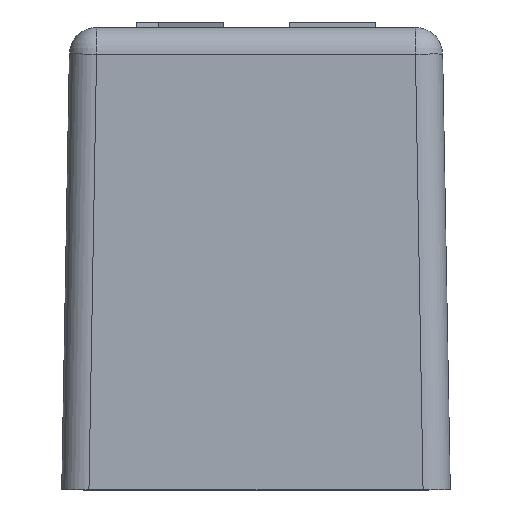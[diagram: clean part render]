
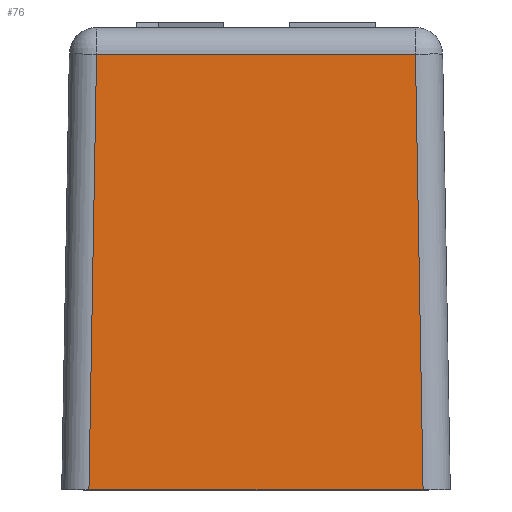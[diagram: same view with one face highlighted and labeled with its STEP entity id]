
A CAD part, left-side view. The second image highlights one B-rep face of the part: STEP entity #76.
In plain terms, the highlighted planar face has unit normal (-1, 0, 0.018).
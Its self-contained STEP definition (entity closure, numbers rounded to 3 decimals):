
#76 = ADVANCED_FACE( '', ( #197 ), #198, .T. );
#197 = FACE_OUTER_BOUND( '', #433, .T. );
#198 = PLANE( '', #434 );
#433 = EDGE_LOOP( '', ( #735, #736, #737, #738 ) );
#434 = AXIS2_PLACEMENT_3D( '', #739, #740, #741 );
#735 = ORIENTED_EDGE( '', *, *, #1688, .T. );
#736 = ORIENTED_EDGE( '', *, *, #1689, .T. );
#737 = ORIENTED_EDGE( '', *, *, #1690, .T. );
#738 = ORIENTED_EDGE( '', *, *, #1691, .T. );
#739 = CARTESIAN_POINT( '', ( -32.5, -17.5, 20. ) );
#740 = DIRECTION( '', ( -1., 0., 0.017 ) );
#741 = DIRECTION( '', ( 0.017, 0., 1. ) );
#1688 = EDGE_CURVE( '', #2000, #2001, #2002, .F. );
#1689 = EDGE_CURVE( '', #2001, #2003, #2004, .T. );
#1690 = EDGE_CURVE( '', #2003, #2005, #2006, .F. );
#1691 = EDGE_CURVE( '', #2005, #2000, #2007, .F. );
#2000 = VERTEX_POINT( '', #2586 );
#2001 = VERTEX_POINT( '', #2587 );
#2002 = LINE( '', #2588, #2589 );
#2003 = VERTEX_POINT( '', #2590 );
#2004 = LINE( '', #2591, #2592 );
#2005 = VERTEX_POINT( '', #2593 );
#2006 = LINE( '', #2594, #2595 );
#2007 = LINE( '', #2596, #2597 );
#2586 = CARTESIAN_POINT( '', ( -32.849, 15.349, 0. ) );
#2587 = CARTESIAN_POINT( '', ( -32.849, -15.349, 0. ) );
#2588 = CARTESIAN_POINT( '', ( -32.849, -17.5, 0. ) );
#2589 = VECTOR( '', #3282, 1000. );
#2590 = CARTESIAN_POINT( '', ( -32.15, -14.651, 40.044 ) );
#2591 = CARTESIAN_POINT( '', ( -32.501, -15.001, 19.956 ) );
#2592 = VECTOR( '', #3283, 1000. );
#2593 = CARTESIAN_POINT( '', ( -32.15, 14.651, 40.044 ) );
#2594 = CARTESIAN_POINT( '', ( -32.15, 17.107, 40.044 ) );
#2595 = VECTOR( '', #3284, 1000. );
#2596 = CARTESIAN_POINT( '', ( -32.49, 14.99, 20.567 ) );
#2597 = VECTOR( '', #3285, 1000. );
#3282 = DIRECTION( '', ( 0., 1., 0. ) );
#3283 = DIRECTION( '', ( 0.017, 0.017, 1. ) );
#3284 = DIRECTION( '', ( 0., -1., 0. ) );
#3285 = DIRECTION( '', ( 0.017, -0.017, 1. ) );
